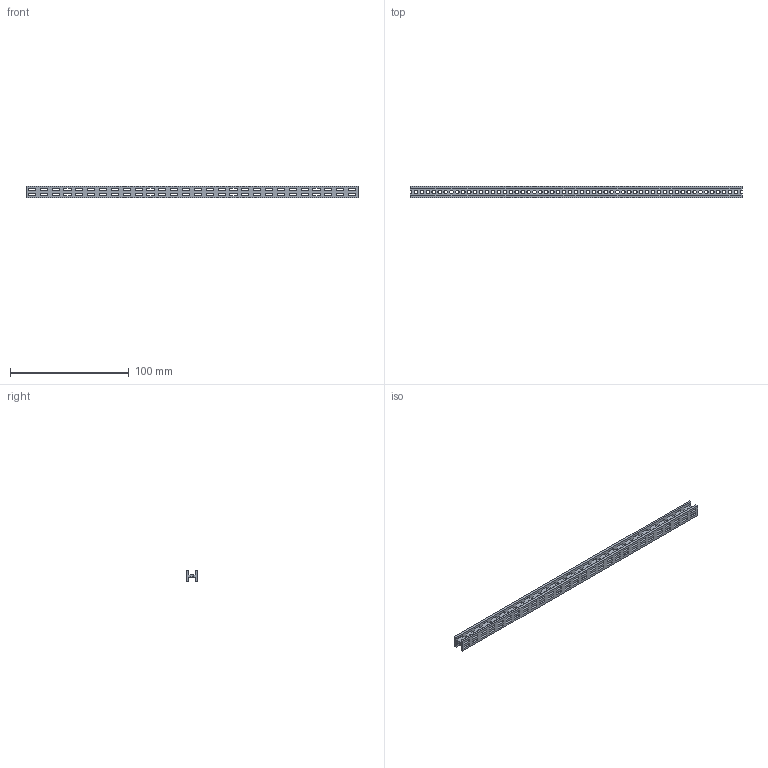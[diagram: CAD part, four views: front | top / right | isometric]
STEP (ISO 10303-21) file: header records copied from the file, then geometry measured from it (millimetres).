
FILE_DESCRIPTION (( 'STEP AP203' ), '1' );
FILE_NAME ('Beam 280.STEP', '2017-02-03T08:54:25', ( '' ), ( '' ), 'SwSTEP 2.0', 'SolidWorks 2015', '' );
FILE_SCHEMA (( 'CONFIG_CONTROL_DESIGN' ));
Length unit declared in the file: millimetre
Products named in the file (1): Beam 280
Bounding box: 280 x 10 x 10 mm (x, y, z)
Volume: 11080.3 mm3; surface area: 16931.9 mm2
Topology: 1 solids, 1 shells, 465 faces, 1725 edges, 1150 vertices
Faces by surface type: plane 352, cylinder 113
Entity records: 18850 total; most frequent: ORIENTED_EDGE 3450, CARTESIAN_POINT 3341, DIRECTION 2883, EDGE_CURVE 1725, VECTOR 1499, LINE 1499, VERTEX_POINT 1150, AXIS2_PLACEMENT_3D 692
